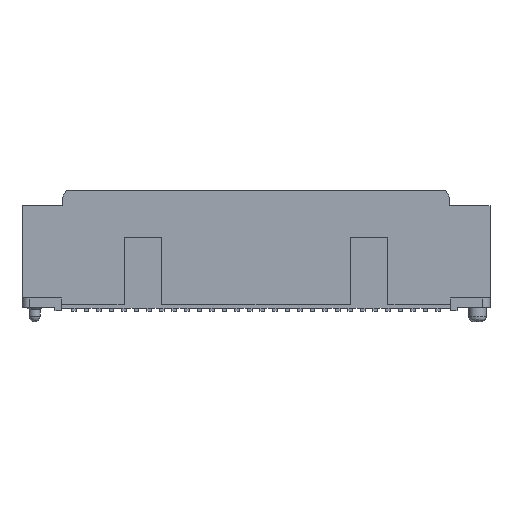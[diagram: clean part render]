
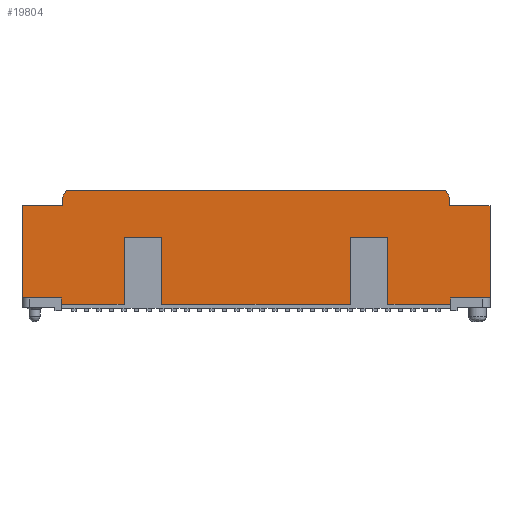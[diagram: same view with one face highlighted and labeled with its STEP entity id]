
A CAD part, top view. The second image highlights one B-rep face of the part: STEP entity #19804.
In plain terms, the highlighted planar face has unit normal (0, 0, 1).
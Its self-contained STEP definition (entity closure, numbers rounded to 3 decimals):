
#61=DIRECTION('',(0.,1.,0.));
#62=VECTOR('',#61,5.88);
#63=CARTESIAN_POINT('',(-14.9,0.8,2.5));
#64=LINE('18797',#63,#62);
#162=DIRECTION('',(1.,0.,0.));
#163=VECTOR('',#162,2.5);
#164=CARTESIAN_POINT('',(-14.9,0.8,2.5));
#165=LINE('18796',#164,#163);
#170=DIRECTION('',(-0.5,-0.866,0.));
#171=VECTOR('',#170,0.5);
#172=CARTESIAN_POINT('',(-12.075,7.65,2.5));
#173=LINE('18800',#172,#171);
#174=DIRECTION('',(-0.5,0.866,0.));
#175=VECTOR('',#174,0.5);
#176=CARTESIAN_POINT('',(12.325,7.217,2.5));
#177=LINE('18802',#176,#175);
#178=DIRECTION('',(0.,-1.,0.));
#179=VECTOR('',#178,5.88);
#180=CARTESIAN_POINT('',(14.9,6.68,2.5));
#181=LINE('18779',#180,#179);
#182=DIRECTION('',(-1.,0.,0.));
#183=VECTOR('',#182,4.);
#184=CARTESIAN_POINT('',(12.4,0.4,2.5));
#185=LINE('18786',#184,#183);
#190=DIRECTION('',(0.,1.,0.));
#191=VECTOR('',#190,0.4);
#192=CARTESIAN_POINT('',(12.4,0.4,2.5));
#193=LINE('18806',#192,#191);
#450=DIRECTION('',(0.,-1.,0.));
#451=VECTOR('',#450,0.4);
#452=CARTESIAN_POINT('',(-12.4,0.8,2.5));
#453=LINE('18795',#452,#451);
#1087=DIRECTION('',(1.,0.,0.));
#1088=VECTOR('',#1087,2.575);
#1089=CARTESIAN_POINT('',(-14.9,6.68,2.5));
#1090=LINE('18798',#1089,#1088);
#1143=DIRECTION('',(0.,1.,0.));
#1144=VECTOR('',#1143,0.537);
#1145=CARTESIAN_POINT('',(-12.325,6.68,2.5));
#1146=LINE('18799',#1145,#1144);
#1187=DIRECTION('',(0.,-1.,0.));
#1188=VECTOR('',#1187,0.537);
#1189=CARTESIAN_POINT('',(12.325,7.217,2.5));
#1190=LINE('18803',#1189,#1188);
#1290=DIRECTION('',(1.,0.,0.));
#1291=VECTOR('',#1290,2.575);
#1292=CARTESIAN_POINT('',(12.325,6.68,2.5));
#1293=LINE('18804',#1292,#1291);
#1488=DIRECTION('',(1.,0.,0.));
#1489=VECTOR('',#1488,2.5);
#1490=CARTESIAN_POINT('',(12.4,0.8,2.5));
#1491=LINE('18805',#1490,#1489);
#1670=DIRECTION('',(1.,0.,0.));
#1671=VECTOR('',#1670,24.15);
#1672=CARTESIAN_POINT('',(-12.075,7.65,2.5));
#1673=LINE('18801',#1672,#1671);
#9658=DIRECTION('',(0.,-1.,0.));
#9659=VECTOR('',#9658,4.25);
#9660=CARTESIAN_POINT('',(8.4,4.65,2.5));
#9661=LINE('18787',#9660,#9659);
#9662=DIRECTION('',(1.,0.,0.));
#9663=VECTOR('',#9662,2.4);
#9664=CARTESIAN_POINT('',(6.,4.65,2.5));
#9665=LINE('18788',#9664,#9663);
#9678=DIRECTION('',(0.,1.,0.));
#9679=VECTOR('',#9678,4.25);
#9680=CARTESIAN_POINT('',(6.,0.4,2.5));
#9681=LINE('18789',#9680,#9679);
#9690=DIRECTION('',(-1.,0.,0.));
#9691=VECTOR('',#9690,12.);
#9692=CARTESIAN_POINT('',(6.,0.4,2.5));
#9693=LINE('18790',#9692,#9691);
#9706=DIRECTION('',(0.,-1.,0.));
#9707=VECTOR('',#9706,4.25);
#9708=CARTESIAN_POINT('',(-6.,4.65,2.5));
#9709=LINE('18791',#9708,#9707);
#9710=DIRECTION('',(1.,0.,0.));
#9711=VECTOR('',#9710,2.4);
#9712=CARTESIAN_POINT('',(-8.4,4.65,2.5));
#9713=LINE('18792',#9712,#9711);
#9726=DIRECTION('',(0.,1.,0.));
#9727=VECTOR('',#9726,4.25);
#9728=CARTESIAN_POINT('',(-8.4,0.4,2.5));
#9729=LINE('18793',#9728,#9727);
#9734=DIRECTION('',(-1.,0.,0.));
#9735=VECTOR('',#9734,4.);
#9736=CARTESIAN_POINT('',(-8.4,0.4,2.5));
#9737=LINE('18794',#9736,#9735);
#14913=CARTESIAN_POINT('',(14.9,0.8,2.5));
#14914=VERTEX_POINT('',#14913);
#14929=CARTESIAN_POINT('',(14.9,6.68,2.5));
#14930=VERTEX_POINT('',#14929);
#14939=CARTESIAN_POINT('',(12.4,0.4,2.5));
#14940=CARTESIAN_POINT('',(8.4,0.4,2.5));
#14941=VERTEX_POINT('',#14939);
#14942=VERTEX_POINT('',#14940);
#14943=CARTESIAN_POINT('',(8.4,4.65,2.5));
#14944=VERTEX_POINT('',#14943);
#14945=CARTESIAN_POINT('',(6.,4.65,2.5));
#14946=VERTEX_POINT('',#14945);
#14947=CARTESIAN_POINT('',(6.,0.4,2.5));
#14948=VERTEX_POINT('',#14947);
#14949=CARTESIAN_POINT('',(-6.,0.4,2.5));
#14950=VERTEX_POINT('',#14949);
#14951=CARTESIAN_POINT('',(-6.,4.65,2.5));
#14952=VERTEX_POINT('',#14951);
#14953=CARTESIAN_POINT('',(-8.4,4.65,2.5));
#14954=VERTEX_POINT('',#14953);
#14955=CARTESIAN_POINT('',(-8.4,0.4,2.5));
#14956=VERTEX_POINT('',#14955);
#14957=CARTESIAN_POINT('',(-12.4,0.4,2.5));
#14958=VERTEX_POINT('',#14957);
#14959=CARTESIAN_POINT('',(-12.4,0.8,2.5));
#14960=VERTEX_POINT('',#14959);
#14961=CARTESIAN_POINT('',(-14.9,0.8,2.5));
#14962=VERTEX_POINT('',#14961);
#14963=CARTESIAN_POINT('',(-14.9,6.68,2.5));
#14964=VERTEX_POINT('',#14963);
#14965=CARTESIAN_POINT('',(-12.325,6.68,2.5));
#14966=VERTEX_POINT('',#14965);
#14967=CARTESIAN_POINT('',(-12.325,7.217,2.5));
#14968=VERTEX_POINT('',#14967);
#14969=CARTESIAN_POINT('',(-12.075,7.65,2.5));
#14970=VERTEX_POINT('',#14969);
#14971=CARTESIAN_POINT('',(12.075,7.65,2.5));
#14972=VERTEX_POINT('',#14971);
#14973=CARTESIAN_POINT('',(12.325,7.217,2.5));
#14974=VERTEX_POINT('',#14973);
#14975=CARTESIAN_POINT('',(12.325,6.68,2.5));
#14976=VERTEX_POINT('',#14975);
#14977=CARTESIAN_POINT('',(12.4,0.8,2.5));
#14978=VERTEX_POINT('',#14977);
#19755=CARTESIAN_POINT('',(0.,4.025,2.5));
#19756=DIRECTION('',(0.,0.,1.));
#19757=DIRECTION('',(1.,0.,0.));
#19758=AXIS2_PLACEMENT_3D('',#19755,#19756,#19757);
#19759=PLANE('17445',#19758);
#19761=ORIENTED_EDGE('18786',*,*,#19760,.T.);
#19763=ORIENTED_EDGE('18787',*,*,#19762,.F.);
#19765=ORIENTED_EDGE('18788',*,*,#19764,.F.);
#19767=ORIENTED_EDGE('18789',*,*,#19766,.F.);
#19769=ORIENTED_EDGE('18790',*,*,#19768,.T.);
#19771=ORIENTED_EDGE('18791',*,*,#19770,.F.);
#19773=ORIENTED_EDGE('18792',*,*,#19772,.F.);
#19775=ORIENTED_EDGE('18793',*,*,#19774,.F.);
#19777=ORIENTED_EDGE('18794',*,*,#19776,.T.);
#19779=ORIENTED_EDGE('18795',*,*,#19778,.F.);
#19780=ORIENTED_EDGE('18796',*,*,#19747,.F.);
#19781=ORIENTED_EDGE('18797',*,*,#19615,.T.);
#19783=ORIENTED_EDGE('18798',*,*,#19782,.T.);
#19785=ORIENTED_EDGE('18799',*,*,#19784,.T.);
#19787=ORIENTED_EDGE('18800',*,*,#19786,.F.);
#19789=ORIENTED_EDGE('18801',*,*,#19788,.T.);
#19791=ORIENTED_EDGE('18802',*,*,#19790,.F.);
#19793=ORIENTED_EDGE('18803',*,*,#19792,.T.);
#19795=ORIENTED_EDGE('18804',*,*,#19794,.T.);
#19797=ORIENTED_EDGE('18779',*,*,#19796,.T.);
#19799=ORIENTED_EDGE('18805',*,*,#19798,.F.);
#19801=ORIENTED_EDGE('18806',*,*,#19800,.F.);
#19802=EDGE_LOOP('17445',(#19761,#19763,#19765,#19767,#19769,#19771,#19773,
#19775,#19777,#19779,#19780,#19781,#19783,#19785,#19787,#19789,#19791,#19793,
#19795,#19797,#19799,#19801));
#19803=FACE_OUTER_BOUND('17445',#19802,.F.);
#19804=ADVANCED_FACE('17445',(#19803),#19759,.T.);
#19615=EDGE_CURVE('18797',#14962,#14964,#64,.T.);
#19747=EDGE_CURVE('18796',#14962,#14960,#165,.T.);
#19760=EDGE_CURVE('18786',#14941,#14942,#185,.T.);
#19762=EDGE_CURVE('18787',#14944,#14942,#9661,.T.);
#19764=EDGE_CURVE('18788',#14946,#14944,#9665,.T.);
#19766=EDGE_CURVE('18789',#14948,#14946,#9681,.T.);
#19768=EDGE_CURVE('18790',#14948,#14950,#9693,.T.);
#19770=EDGE_CURVE('18791',#14952,#14950,#9709,.T.);
#19772=EDGE_CURVE('18792',#14954,#14952,#9713,.T.);
#19774=EDGE_CURVE('18793',#14956,#14954,#9729,.T.);
#19776=EDGE_CURVE('18794',#14956,#14958,#9737,.T.);
#19778=EDGE_CURVE('18795',#14960,#14958,#453,.T.);
#19782=EDGE_CURVE('18798',#14964,#14966,#1090,.T.);
#19784=EDGE_CURVE('18799',#14966,#14968,#1146,.T.);
#19786=EDGE_CURVE('18800',#14970,#14968,#173,.T.);
#19788=EDGE_CURVE('18801',#14970,#14972,#1673,.T.);
#19790=EDGE_CURVE('18802',#14974,#14972,#177,.T.);
#19792=EDGE_CURVE('18803',#14974,#14976,#1190,.T.);
#19794=EDGE_CURVE('18804',#14976,#14930,#1293,.T.);
#19796=EDGE_CURVE('18779',#14930,#14914,#181,.T.);
#19798=EDGE_CURVE('18805',#14978,#14914,#1491,.T.);
#19800=EDGE_CURVE('18806',#14941,#14978,#193,.T.);
